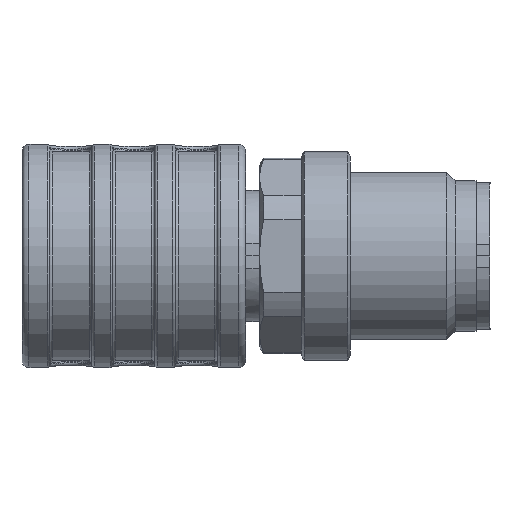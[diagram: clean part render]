
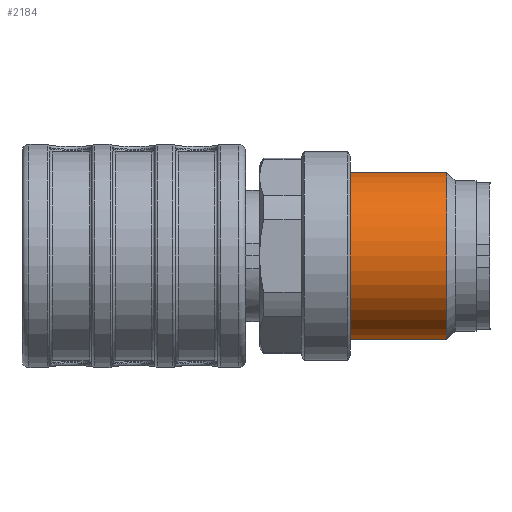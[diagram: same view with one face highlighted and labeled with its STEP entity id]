
A CAD part, front view. The second image highlights one B-rep face of the part: STEP entity #2184.
In plain terms, the highlighted cylindrical face has radius 6 mm (diameter 12 mm), a full revolution.
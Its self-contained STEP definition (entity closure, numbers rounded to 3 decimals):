
#1716=CYLINDRICAL_SURFACE('',#9091,6.);
#1939=FACE_BOUND('',#3206,.T.);
#1940=FACE_BOUND('',#3207,.T.);
#2184=ADVANCED_FACE('',(#1939,#1940),#1716,.T.);
#3206=EDGE_LOOP('',(#4195));
#3207=EDGE_LOOP('',(#4196));
#4195=ORIENTED_EDGE('',*,*,#7386,.F.);
#4196=ORIENTED_EDGE('',*,*,#7387,.T.);
#6447=VERTEX_POINT('',#13585);
#6448=VERTEX_POINT('',#13588);
#7386=EDGE_CURVE('',#6447,#6447,#8491,.T.);
#7387=EDGE_CURVE('',#6448,#6448,#8492,.T.);
#8491=CIRCLE('',#9088,6.);
#8492=CIRCLE('',#9090,6.);
#9088=AXIS2_PLACEMENT_3D('',#13584,#10415,#10416);
#9090=AXIS2_PLACEMENT_3D('',#13587,#10419,#10420);
#9091=AXIS2_PLACEMENT_3D('',#13589,#10421,#10422);
#10415=DIRECTION('',(1.,0.,0.));
#10416=DIRECTION('',(0.,0.5,0.866));
#10419=DIRECTION('',(1.,0.,0.));
#10420=DIRECTION('',(0.,0.5,0.866));
#10421=DIRECTION('',(1.,0.,0.));
#10422=DIRECTION('',(0.,-0.5,-0.866));
#13584=CARTESIAN_POINT('',(72.4,45.5,0.));
#13585=CARTESIAN_POINT('',(72.4,48.5,5.196));
#13587=CARTESIAN_POINT('',(65.5,45.5,0.));
#13588=CARTESIAN_POINT('',(65.5,48.5,5.196));
#13589=CARTESIAN_POINT('',(74.5,45.5,0.));
